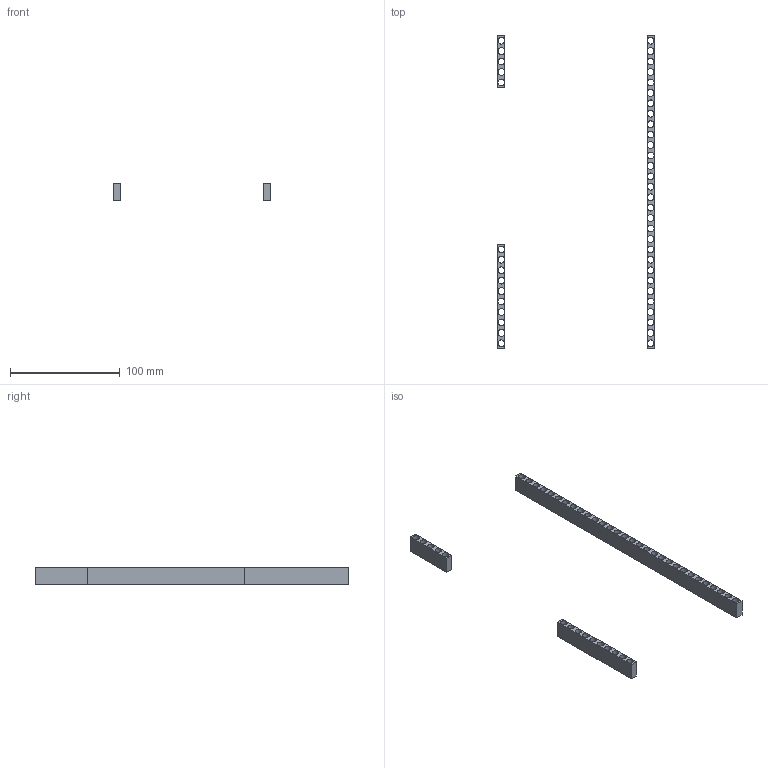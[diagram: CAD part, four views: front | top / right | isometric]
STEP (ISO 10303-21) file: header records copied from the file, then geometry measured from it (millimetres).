
FILE_DESCRIPTION(('FreeCAD Model'),'2;1');
FILE_NAME('Open CASCADE Shape Model','2025-05-23T11:58:21',(''),(''), 'Open CASCADE STEP processor 7.8','FreeCAD','Unknown');
FILE_SCHEMA(('AUTOMOTIVE_DESIGN { 1 0 10303 214 1 1 1 1 }'));
Length unit declared in the file: millimetre
Products named in the file (4): HoverStopBase; REF Dzus Rail Outboard; REF Dzus Rail Outboard Revised fore; REF Dzus Rail Outboard Revised aft
Assembly tree (3 placements, depth 2):
  HoverStopBase
    REF Dzus Rail Outboard
    REF Dzus Rail Outboard Revised fore
    REF Dzus Rail Outboard Revised aft
Bounding box: 142.85 x 285.75 x 15.88 mm (x, y, z)
Volume: 23423.4 mm3; surface area: 30994.9 mm2
Topology: 3 solids, 3 shells, 63 faces, 171 edges, 114 vertices
Faces by surface type: cylinder 45, plane 18
Full cylindrical faces by diameter (mm): 6.15 x45
Entity records: 2307 total; most frequent: DIRECTION 395, CARTESIAN_POINT 352, ORIENTED_EDGE 342, EDGE_CURVE 171, AXIS2_PLACEMENT_3D 157, FACE_BOUND 153, EDGE_LOOP 153, VERTEX_POINT 114
